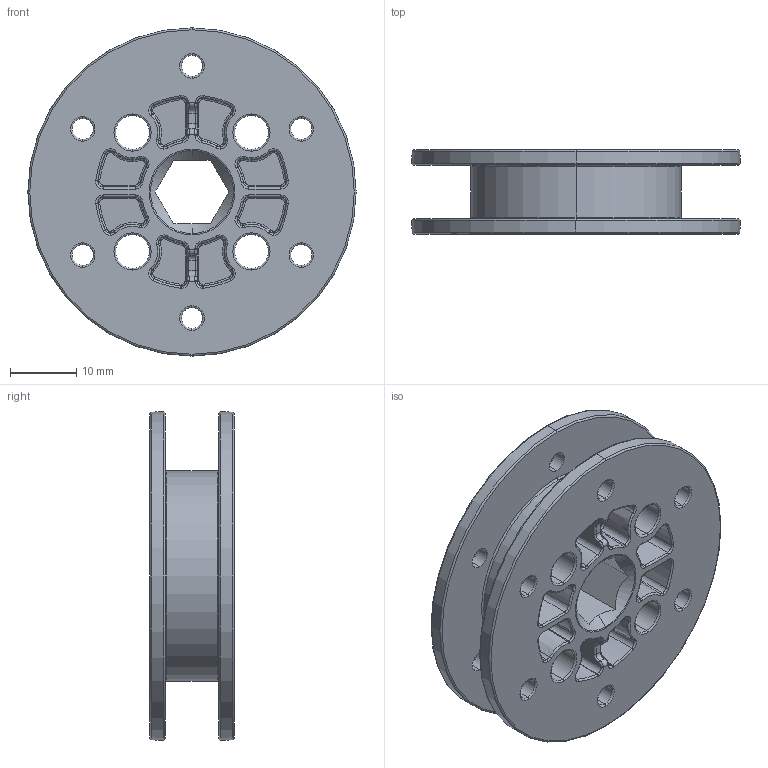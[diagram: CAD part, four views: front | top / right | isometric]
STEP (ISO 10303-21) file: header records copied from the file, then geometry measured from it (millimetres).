
FILE_DESCRIPTION (( 'STEP AP214' ), '1' );
FILE_NAME ('am-5036 Robits Spool 375 Hex Large.STEP', '2023-12-20T21:38:04', ( '' ), ( '' ), 'SwSTEP 2.0', 'SolidWorks 2024', '' );
FILE_SCHEMA (( 'AUTOMOTIVE_DESIGN' ));
Length unit declared in the file: inch
Products named in the file (1): am-5036 Robits Spool 375 Hex Large
Bounding box: 49.6 x 12.7 x 49.6 mm (x, y, z)
Volume: 10185.3 mm3; surface area: 10308.9 mm2
Topology: 1 solids, 1 shells, 636 faces, 1460 edges, 840 vertices
Faces by surface type: torus 320, cone 140, cylinder 90, plane 46, bspline 40
Entity records: 18783 total; most frequent: CARTESIAN_POINT 3953, DIRECTION 3622, ORIENTED_EDGE 2920, AXIS2_PLACEMENT_3D 1661, EDGE_CURVE 1460, CIRCLE 1064, VERTEX_POINT 840, EDGE_LOOP 684
